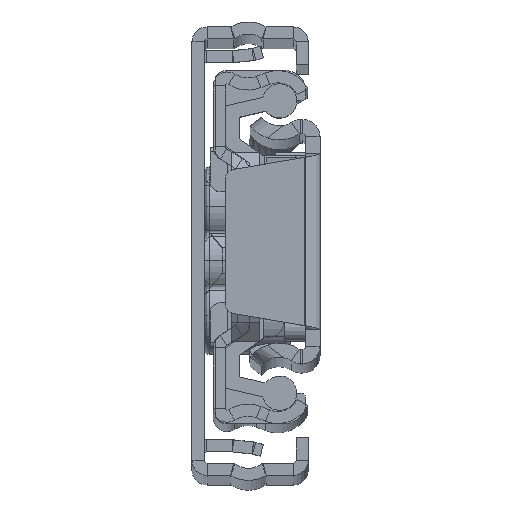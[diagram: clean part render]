
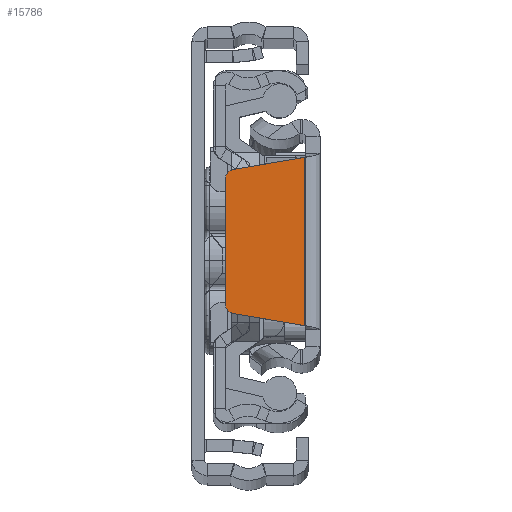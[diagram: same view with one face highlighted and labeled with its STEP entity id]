
A CAD part, top view. The second image highlights one B-rep face of the part: STEP entity #15786.
In plain terms, the highlighted planar face has unit normal (0, 0, 1).
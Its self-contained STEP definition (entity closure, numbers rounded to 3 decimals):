
#1238 = ORIENTED_EDGE ( 'NONE', *, *, #9918, .F. ) ;
#1270 = AXIS2_PLACEMENT_3D ( 'NONE', #8516, #11656, #18295 ) ;
#2116 = DIRECTION ( 'NONE',  ( 0., 1., 0. ) ) ;
#2163 = EDGE_CURVE ( 'NONE', #20988, #14136, #9863, .T. ) ;
#2967 = DIRECTION ( 'NONE',  ( -1., 0., 0. ) ) ;
#3650 = ORIENTED_EDGE ( 'NONE', *, *, #18375, .F. ) ;
#4051 = ORIENTED_EDGE ( 'NONE', *, *, #2163, .F. ) ;
#4266 = AXIS2_PLACEMENT_3D ( 'NONE', #14597, #14385, #4907 ) ;
#4907 = DIRECTION ( 'NONE',  ( -1., 0., 0. ) ) ;
#4968 = DIRECTION ( 'NONE',  ( 0.986, 0.168, 0. ) ) ;
#5036 = VERTEX_POINT ( 'NONE', #9602 ) ;
#5372 = LINE ( 'NONE', #12226, #11906 ) ;
#5501 = LINE ( 'NONE', #13680, #15913 ) ;
#5848 = EDGE_CURVE ( 'NONE', #13159, #13657, #11604, .T. ) ;
#6706 = CARTESIAN_POINT ( 'NONE',  ( -8.568, 7.142, 0. ) ) ;
#7042 = DIRECTION ( 'NONE',  ( 0., -1., 0. ) ) ;
#7070 = ORIENTED_EDGE ( 'NONE', *, *, #5848, .F. ) ;
#7257 = CIRCLE ( 'NONE', #19416, 1. ) ;
#7967 = PLANE ( 'NONE',  #4266 ) ;
#8461 = CARTESIAN_POINT ( 'NONE',  ( -1.5, 8.35, 0. ) ) ;
#8516 = CARTESIAN_POINT ( 'NONE',  ( -8.4, -6.156, 0. ) ) ;
#9007 = VECTOR ( 'NONE', #4968, 1000. ) ;
#9602 = CARTESIAN_POINT ( 'NONE',  ( -9.4, 6.156, 0. ) ) ;
#9863 = LINE ( 'NONE', #16084, #12140 ) ;
#9918 = EDGE_CURVE ( 'NONE', #5036, #13159, #7257, .T. ) ;
#10047 = EDGE_CURVE ( 'NONE', #14136, #16599, #19721, .T. ) ;
#10755 = ORIENTED_EDGE ( 'NONE', *, *, #10047, .F. ) ;
#10866 = EDGE_CURVE ( 'NONE', #16599, #5036, #5372, .T. ) ;
#11247 = CARTESIAN_POINT ( 'NONE',  ( -8.4, 6.156, 0. ) ) ;
#11604 = LINE ( 'NONE', #8461, #9007 ) ;
#11656 = DIRECTION ( 'NONE',  ( 0., 0., -1. ) ) ;
#11906 = VECTOR ( 'NONE', #2116, 1000. ) ;
#12140 = VECTOR ( 'NONE', #17707, 1000. ) ;
#12226 = CARTESIAN_POINT ( 'NONE',  ( -9.4, 6.156, 0. ) ) ;
#13159 = VERTEX_POINT ( 'NONE', #6706 ) ;
#13186 = FACE_OUTER_BOUND ( 'NONE', #14275, .T. ) ;
#13647 = CARTESIAN_POINT ( 'NONE',  ( -9.4, -6.156, 0. ) ) ;
#13657 = VERTEX_POINT ( 'NONE', #15269 ) ;
#13680 = CARTESIAN_POINT ( 'NONE',  ( -1.5, -8.35, 0. ) ) ;
#13710 = CARTESIAN_POINT ( 'NONE',  ( -1.5, -8.35, 0. ) ) ;
#14136 = VERTEX_POINT ( 'NONE', #18600 ) ;
#14275 = EDGE_LOOP ( 'NONE', ( #3650, #7070, #1238, #15737, #10755, #4051 ) ) ;
#14385 = DIRECTION ( 'NONE',  ( 0., 0., -1. ) ) ;
#14597 = CARTESIAN_POINT ( 'NONE',  ( -8.4, 6.156, 0. ) ) ;
#15269 = CARTESIAN_POINT ( 'NONE',  ( -1.5, 8.35, 0. ) ) ;
#15737 = ORIENTED_EDGE ( 'NONE', *, *, #10866, .F. ) ;
#15786 = ADVANCED_FACE ( 'NONE', ( #13186 ), #7967, .F. ) ;
#15913 = VECTOR ( 'NONE', #7042, 1000. ) ;
#16084 = CARTESIAN_POINT ( 'NONE',  ( -8.568, -7.142, 0. ) ) ;
#16146 = DIRECTION ( 'NONE',  ( 0., 0., -1. ) ) ;
#16599 = VERTEX_POINT ( 'NONE', #13647 ) ;
#17707 = DIRECTION ( 'NONE',  ( -0.986, 0.168, 0. ) ) ;
#18295 = DIRECTION ( 'NONE',  ( -1., 0., 0. ) ) ;
#18375 = EDGE_CURVE ( 'NONE', #13657, #20988, #5501, .T. ) ;
#18600 = CARTESIAN_POINT ( 'NONE',  ( -8.568, -7.142, 0. ) ) ;
#19416 = AXIS2_PLACEMENT_3D ( 'NONE', #11247, #16146, #2967 ) ;
#19721 = CIRCLE ( 'NONE', #1270, 1. ) ;
#20988 = VERTEX_POINT ( 'NONE', #13710 ) ;
